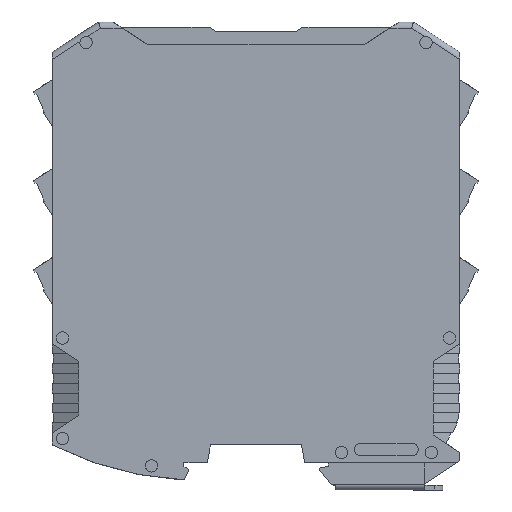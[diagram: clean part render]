
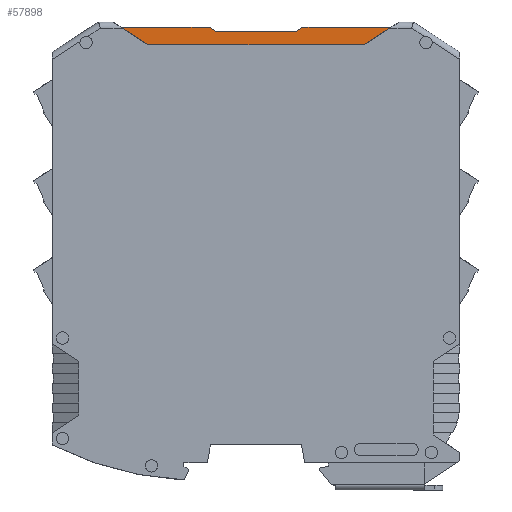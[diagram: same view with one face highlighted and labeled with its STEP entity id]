
A CAD part, left-side view. The second image highlights one B-rep face of the part: STEP entity #57898.
In plain terms, the highlighted planar face has unit normal (-1, 0, 0).
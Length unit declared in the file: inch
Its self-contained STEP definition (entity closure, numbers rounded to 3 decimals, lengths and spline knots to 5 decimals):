
#250 = EDGE_CURVE ( 'NONE', #31740, #70955, #2309, .T. ) ;
#902 = CARTESIAN_POINT ( 'NONE',  ( 1.16327, 3.48621, 4.32235 ) ) ;
#1103 = CARTESIAN_POINT ( 'NONE',  ( 1.16327, 2.99543, 4.42323 ) ) ;
#1680 = CARTESIAN_POINT ( 'NONE',  ( 1.16327, 3.48621, 4.37795 ) ) ;
#1800 = ORIENTED_EDGE ( 'NONE', *, *, #67321, .F. ) ;
#2299 = VERTEX_POINT ( 'NONE', #7207 ) ;
#2309 = LINE ( 'NONE', #62963, #37944 ) ;
#3105 = LINE ( 'NONE', #68853, #47397 ) ;
#4952 = CARTESIAN_POINT ( 'NONE',  ( 1.16327, 4.66686, 4.37795 ) ) ;
#5430 = VECTOR ( 'NONE', #6618, 39.37008 ) ;
#6311 = FACE_OUTER_BOUND ( 'NONE', #33570, .T. ) ;
#6618 = DIRECTION ( 'NONE',  ( 0., -1., 0. ) ) ;
#7165 = VERTEX_POINT ( 'NONE', #50622 ) ;
#7207 = CARTESIAN_POINT ( 'NONE',  ( 1.16327, 3.83894, 4.42323 ) ) ;
#7365 = PLANE ( 'NONE',  #71031 ) ;
#7766 = ORIENTED_EDGE ( 'NONE', *, *, #68083, .F. ) ;
#8715 = VECTOR ( 'NONE', #11964, 39.37008 ) ;
#10825 = LINE ( 'NONE', #60338, #50466 ) ;
#11461 = DIRECTION ( 'NONE',  ( 0., -1., 0. ) ) ;
#11964 = DIRECTION ( 'NONE',  ( 0., -0.839, 0.545 ) ) ;
#12040 = VERTEX_POINT ( 'NONE', #22455 ) ;
#12800 = LINE ( 'NONE', #23275, #43721 ) ;
#13750 = VERTEX_POINT ( 'NONE', #41501 ) ;
#14119 = CARTESIAN_POINT ( 'NONE',  ( 1.16327, 4.73658, 4.42323 ) ) ;
#16390 = EDGE_CURVE ( 'NONE', #13750, #12040, #10825, .T. ) ;
#17244 = LINE ( 'NONE', #1680, #31040 ) ;
#18459 = ORIENTED_EDGE ( 'NONE', *, *, #42824, .F. ) ;
#18905 = DIRECTION ( 'NONE',  ( 0., -1., 0. ) ) ;
#21046 = EDGE_CURVE ( 'NONE', #70955, #7165, #17244, .T. ) ;
#21569 = CARTESIAN_POINT ( 'NONE',  ( 1.16327, 3.25309, 4.25591 ) ) ;
#21831 = ORIENTED_EDGE ( 'NONE', *, *, #21046, .F. ) ;
#22037 = DIRECTION ( 'NONE',  ( 0., 0.839, 0.545 ) ) ;
#22455 = CARTESIAN_POINT ( 'NONE',  ( 1.16327, 5.58009, 4.42323 ) ) ;
#22922 = DIRECTION ( 'NONE',  ( 0., 0., -1. ) ) ;
#23002 = ORIENTED_EDGE ( 'NONE', *, *, #50433, .F. ) ;
#23275 = CARTESIAN_POINT ( 'NONE',  ( 1.16327, 3.25309, 4.25591 ) ) ;
#27384 = VECTOR ( 'NONE', #27546, 39.37008 ) ;
#27546 = DIRECTION ( 'NONE',  ( 0., 0.839, -0.545 ) ) ;
#30907 = DIRECTION ( 'NONE',  ( 0., -1., 0. ) ) ;
#31040 = VECTOR ( 'NONE', #11461, 39.37008 ) ;
#31740 = VERTEX_POINT ( 'NONE', #14119 ) ;
#33570 = EDGE_LOOP ( 'NONE', ( #23002, #18459, #21831, #44859, #1800, #56475, #51033, #7766 ) ) ;
#34471 = DIRECTION ( 'NONE',  ( 1., 0., 0. ) ) ;
#36053 = VERTEX_POINT ( 'NONE', #1103 ) ;
#37637 = CARTESIAN_POINT ( 'NONE',  ( 1.16327, 2.91965, 4.47244 ) ) ;
#37944 = VECTOR ( 'NONE', #51412, 39.37008 ) ;
#41501 = CARTESIAN_POINT ( 'NONE',  ( 1.16327, 5.32244, 4.25591 ) ) ;
#42824 = EDGE_CURVE ( 'NONE', #7165, #2299, #63664, .T. ) ;
#43721 = VECTOR ( 'NONE', #18905, 39.37008 ) ;
#44859 = ORIENTED_EDGE ( 'NONE', *, *, #250, .F. ) ;
#47397 = VECTOR ( 'NONE', #30907, 39.37008 ) ;
#48843 = LINE ( 'NONE', #37637, #27384 ) ;
#50433 = EDGE_CURVE ( 'NONE', #2299, #36053, #3105, .T. ) ;
#50466 = VECTOR ( 'NONE', #22037, 39.37008 ) ;
#50622 = CARTESIAN_POINT ( 'NONE',  ( 1.16327, 3.90866, 4.37795 ) ) ;
#51033 = ORIENTED_EDGE ( 'NONE', *, *, #71524, .T. ) ;
#51294 = VERTEX_POINT ( 'NONE', #21569 ) ;
#51412 = DIRECTION ( 'NONE',  ( 0., -0.839, -0.545 ) ) ;
#56475 = ORIENTED_EDGE ( 'NONE', *, *, #16390, .F. ) ;
#57898 = ADVANCED_FACE ( 'NONE', ( #6311 ), #7365, .F. ) ;
#60338 = CARTESIAN_POINT ( 'NONE',  ( 1.16327, 5.59525, 4.43307 ) ) ;
#62237 = LINE ( 'NONE', #67289, #5430 ) ;
#62963 = CARTESIAN_POINT ( 'NONE',  ( 1.16327, 4.73658, 4.42323 ) ) ;
#63664 = LINE ( 'NONE', #65462, #8715 ) ;
#65462 = CARTESIAN_POINT ( 'NONE',  ( 1.16327, 3.90866, 4.37795 ) ) ;
#67289 = CARTESIAN_POINT ( 'NONE',  ( 1.16327, 3.48621, 4.42323 ) ) ;
#67321 = EDGE_CURVE ( 'NONE', #12040, #31740, #62237, .T. ) ;
#68083 = EDGE_CURVE ( 'NONE', #36053, #51294, #48843, .T. ) ;
#68853 = CARTESIAN_POINT ( 'NONE',  ( 1.16327, 3.48621, 4.42323 ) ) ;
#70955 = VERTEX_POINT ( 'NONE', #4952 ) ;
#71031 = AXIS2_PLACEMENT_3D ( 'NONE', #902, #34471, #22922 ) ;
#71524 = EDGE_CURVE ( 'NONE', #13750, #51294, #12800, .T. ) ;
